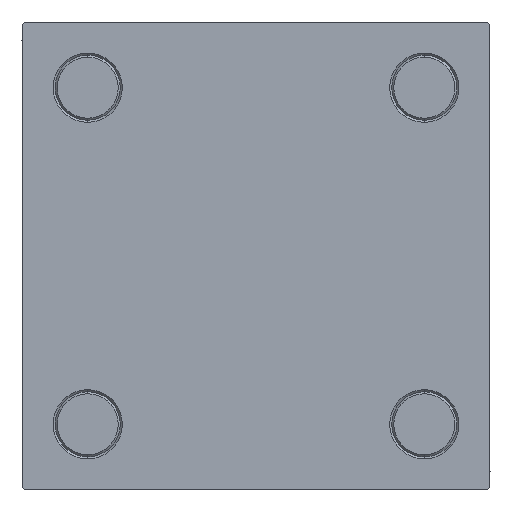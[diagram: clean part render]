
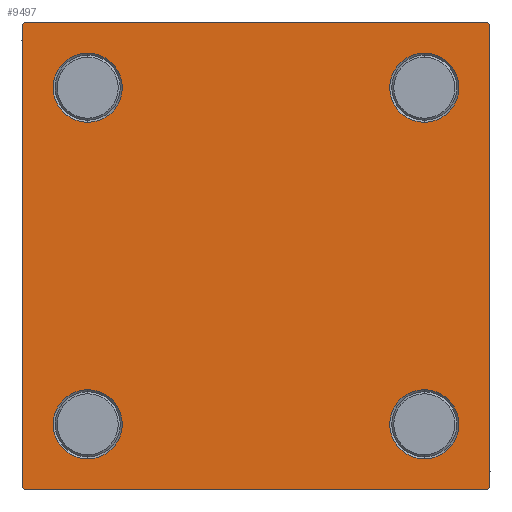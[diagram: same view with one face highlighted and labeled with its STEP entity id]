
A CAD part, left-side view. The second image highlights one B-rep face of the part: STEP entity #9497.
In plain terms, the highlighted planar face has unit normal (-1, 0, 0).
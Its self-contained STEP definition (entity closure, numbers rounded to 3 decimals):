
#141 = EDGE_CURVE ( 'NONE', #42821, #2836, #9549, .T. ) ;
#277 = DIRECTION ( 'NONE',  ( 0., 0., 1. ) ) ;
#710 = AXIS2_PLACEMENT_3D ( 'NONE', #35060, #7413, #277 ) ;
#1252 = DIRECTION ( 'NONE',  ( 0., 0., 1. ) ) ;
#1398 = ORIENTED_EDGE ( 'NONE', *, *, #35710, .T. ) ;
#1630 = EDGE_LOOP ( 'NONE', ( #3298, #39412 ) ) ;
#1760 = ORIENTED_EDGE ( 'NONE', *, *, #18513, .T. ) ;
#2119 = ORIENTED_EDGE ( 'NONE', *, *, #23493, .F. ) ;
#2836 = VERTEX_POINT ( 'NONE', #9502 ) ;
#2896 = AXIS2_PLACEMENT_3D ( 'NONE', #5312, #36545, #1252 ) ;
#2988 = VERTEX_POINT ( 'NONE', #48865 ) ;
#3127 = CARTESIAN_POINT ( 'NONE',  ( 0., 41.35, -49.85 ) ) ;
#3274 = EDGE_CURVE ( 'NONE', #30126, #25872, #32295, .T. ) ;
#3298 = ORIENTED_EDGE ( 'NONE', *, *, #46561, .T. ) ;
#3579 = EDGE_CURVE ( 'NONE', #4788, #48524, #22609, .T. ) ;
#3654 = CARTESIAN_POINT ( 'NONE',  ( 0., -41.35, 49.85 ) ) ;
#3917 = EDGE_CURVE ( 'NONE', #30508, #19321, #19362, .T. ) ;
#4060 = ORIENTED_EDGE ( 'NONE', *, *, #3917, .T. ) ;
#4185 = CARTESIAN_POINT ( 'NONE',  ( 0., 57.5, -57. ) ) ;
#4788 = VERTEX_POINT ( 'NONE', #31192 ) ;
#5312 = CARTESIAN_POINT ( 'NONE',  ( 0., -41.35, -41.35 ) ) ;
#5500 = AXIS2_PLACEMENT_3D ( 'NONE', #13444, #28924, #40623 ) ;
#5656 = FACE_BOUND ( 'NONE', #1630, .T. ) ;
#5855 = LINE ( 'NONE', #27949, #43905 ) ;
#6190 = CARTESIAN_POINT ( 'NONE',  ( 0., 57.5, 57.5 ) ) ;
#6220 = CARTESIAN_POINT ( 'NONE',  ( 0., -57.5, -57. ) ) ;
#6228 = ORIENTED_EDGE ( 'NONE', *, *, #41101, .F. ) ;
#6535 = VERTEX_POINT ( 'NONE', #21862 ) ;
#6606 = ORIENTED_EDGE ( 'NONE', *, *, #25391, .T. ) ;
#7177 = DIRECTION ( 'NONE',  ( 0., 0., -1. ) ) ;
#7413 = DIRECTION ( 'NONE',  ( 1., 0., 0. ) ) ;
#8284 = LINE ( 'NONE', #12335, #38111 ) ;
#8826 = DIRECTION ( 'NONE',  ( 0., 0., 1. ) ) ;
#9210 = FACE_BOUND ( 'NONE', #36504, .T. ) ;
#9319 = VECTOR ( 'NONE', #32849, 1000. ) ;
#9373 = CARTESIAN_POINT ( 'NONE',  ( 0., 41.35, -32.85 ) ) ;
#9485 = LINE ( 'NONE', #6190, #9319 ) ;
#9497 = ADVANCED_FACE ( 'NONE', ( #28500, #44002, #9210, #5656, #21137 ), #45764, .T. ) ;
#9502 = CARTESIAN_POINT ( 'NONE',  ( 0., 57., -57.5 ) ) ;
#9549 = LINE ( 'NONE', #44341, #20838 ) ;
#9964 = EDGE_LOOP ( 'NONE', ( #1760, #34653, #20928, #24902, #2119, #10536, #6228, #35132 ) ) ;
#10466 = DIRECTION ( 'NONE',  ( 0., 0., 1. ) ) ;
#10510 = DIRECTION ( 'NONE',  ( 0., 0., 1. ) ) ;
#10536 = ORIENTED_EDGE ( 'NONE', *, *, #14269, .T. ) ;
#10778 = EDGE_LOOP ( 'NONE', ( #6606, #4060 ) ) ;
#11204 = VERTEX_POINT ( 'NONE', #28134 ) ;
#11732 = VECTOR ( 'NONE', #14027, 1000. ) ;
#12208 = CIRCLE ( 'NONE', #29229, 8.5 ) ;
#12335 = CARTESIAN_POINT ( 'NONE',  ( 0., 57.5, -57.5 ) ) ;
#13444 = CARTESIAN_POINT ( 'NONE',  ( 0., -41.35, -41.35 ) ) ;
#13736 = AXIS2_PLACEMENT_3D ( 'NONE', #41447, #37134, #10466 ) ;
#13779 = LINE ( 'NONE', #21398, #11732 ) ;
#14027 = DIRECTION ( 'NONE',  ( 0., -0.707, 0.707 ) ) ;
#14269 = EDGE_CURVE ( 'NONE', #2988, #45573, #5855, .T. ) ;
#15757 = EDGE_LOOP ( 'NONE', ( #29804, #24288 ) ) ;
#15839 = CARTESIAN_POINT ( 'NONE',  ( 0., 57.25, 57.25 ) ) ;
#16791 = DIRECTION ( 'NONE',  ( 0., 0., 1. ) ) ;
#16874 = AXIS2_PLACEMENT_3D ( 'NONE', #49300, #37117, #22130 ) ;
#16886 = CARTESIAN_POINT ( 'NONE',  ( 0., 57., 57.5 ) ) ;
#18513 = EDGE_CURVE ( 'NONE', #11204, #42821, #9485, .T. ) ;
#18907 = AXIS2_PLACEMENT_3D ( 'NONE', #20251, #39546, #8826 ) ;
#19252 = EDGE_CURVE ( 'NONE', #6535, #40195, #23926, .T. ) ;
#19321 = VERTEX_POINT ( 'NONE', #3654 ) ;
#19362 = CIRCLE ( 'NONE', #37214, 8.5 ) ;
#19736 = VECTOR ( 'NONE', #31339, 1000. ) ;
#20251 = CARTESIAN_POINT ( 'NONE',  ( 0., 41.35, 41.35 ) ) ;
#20838 = VECTOR ( 'NONE', #32662, 1000. ) ;
#20928 = ORIENTED_EDGE ( 'NONE', *, *, #33413, .T. ) ;
#21137 = FACE_OUTER_BOUND ( 'NONE', #9964, .T. ) ;
#21398 = CARTESIAN_POINT ( 'NONE',  ( 0., -57.25, -57.25 ) ) ;
#21577 = CARTESIAN_POINT ( 'NONE',  ( 0., 57.5, 57.5 ) ) ;
#21693 = CARTESIAN_POINT ( 'NONE',  ( 0., -41.35, 41.35 ) ) ;
#21862 = CARTESIAN_POINT ( 'NONE',  ( 0., -41.35, -32.85 ) ) ;
#22130 = DIRECTION ( 'NONE',  ( 0., 0., 1. ) ) ;
#22151 = CARTESIAN_POINT ( 'NONE',  ( 0., -57.5, 57.5 ) ) ;
#22609 = CIRCLE ( 'NONE', #710, 8.5 ) ;
#22725 = EDGE_CURVE ( 'NONE', #40195, #6535, #27377, .T. ) ;
#23493 = EDGE_CURVE ( 'NONE', #2988, #36133, #29762, .T. ) ;
#23512 = AXIS2_PLACEMENT_3D ( 'NONE', #29295, #44790, #10510 ) ;
#23926 = CIRCLE ( 'NONE', #2896, 8.5 ) ;
#23993 = DIRECTION ( 'NONE',  ( 0., -1., 0. ) ) ;
#24288 = ORIENTED_EDGE ( 'NONE', *, *, #22725, .T. ) ;
#24460 = LINE ( 'NONE', #15839, #19736 ) ;
#24685 = VERTEX_POINT ( 'NONE', #16886 ) ;
#24902 = ORIENTED_EDGE ( 'NONE', *, *, #49480, .T. ) ;
#25391 = EDGE_CURVE ( 'NONE', #19321, #30508, #46243, .T. ) ;
#25872 = VERTEX_POINT ( 'NONE', #9373 ) ;
#27377 = CIRCLE ( 'NONE', #5500, 8.5 ) ;
#27949 = CARTESIAN_POINT ( 'NONE',  ( 0., -57.25, 57.25 ) ) ;
#28134 = CARTESIAN_POINT ( 'NONE',  ( 0., 57.5, 57. ) ) ;
#28500 = FACE_BOUND ( 'NONE', #10778, .T. ) ;
#28732 = CARTESIAN_POINT ( 'NONE',  ( 0., 41.35, -41.35 ) ) ;
#28924 = DIRECTION ( 'NONE',  ( 1., 0., 0. ) ) ;
#29229 = AXIS2_PLACEMENT_3D ( 'NONE', #28732, #32049, #16791 ) ;
#29295 = CARTESIAN_POINT ( 'NONE',  ( 0., -41.35, 41.35 ) ) ;
#29762 = LINE ( 'NONE', #22151, #35536 ) ;
#29804 = ORIENTED_EDGE ( 'NONE', *, *, #19252, .T. ) ;
#30126 = VERTEX_POINT ( 'NONE', #3127 ) ;
#30508 = VERTEX_POINT ( 'NONE', #47170 ) ;
#31192 = CARTESIAN_POINT ( 'NONE',  ( 0., 41.35, 32.85 ) ) ;
#31339 = DIRECTION ( 'NONE',  ( 0., 0.707, -0.707 ) ) ;
#32049 = DIRECTION ( 'NONE',  ( 1., 0., 0. ) ) ;
#32295 = CIRCLE ( 'NONE', #16874, 8.5 ) ;
#32607 = VECTOR ( 'NONE', #49013, 1000. ) ;
#32662 = DIRECTION ( 'NONE',  ( 0., -0.707, -0.707 ) ) ;
#32849 = DIRECTION ( 'NONE',  ( 0., 0., -1. ) ) ;
#33341 = CARTESIAN_POINT ( 'NONE',  ( 0., 41.35, 49.85 ) ) ;
#33413 = EDGE_CURVE ( 'NONE', #2836, #46763, #8284, .T. ) ;
#33768 = LINE ( 'NONE', #21577, #32607 ) ;
#34653 = ORIENTED_EDGE ( 'NONE', *, *, #141, .T. ) ;
#35060 = CARTESIAN_POINT ( 'NONE',  ( 0., 41.35, 41.35 ) ) ;
#35132 = ORIENTED_EDGE ( 'NONE', *, *, #42937, .T. ) ;
#35536 = VECTOR ( 'NONE', #7177, 1000. ) ;
#35710 = EDGE_CURVE ( 'NONE', #25872, #30126, #12208, .T. ) ;
#36133 = VERTEX_POINT ( 'NONE', #6220 ) ;
#36504 = EDGE_LOOP ( 'NONE', ( #1398, #37323 ) ) ;
#36545 = DIRECTION ( 'NONE',  ( 1., 0., 0. ) ) ;
#37117 = DIRECTION ( 'NONE',  ( 1., 0., 0. ) ) ;
#37134 = DIRECTION ( 'NONE',  ( -1., 0., 0. ) ) ;
#37214 = AXIS2_PLACEMENT_3D ( 'NONE', #21693, #39989, #48361 ) ;
#37323 = ORIENTED_EDGE ( 'NONE', *, *, #3274, .T. ) ;
#37518 = CARTESIAN_POINT ( 'NONE',  ( 0., -57., -57.5 ) ) ;
#37556 = CIRCLE ( 'NONE', #18907, 8.5 ) ;
#38111 = VECTOR ( 'NONE', #23993, 1000. ) ;
#39412 = ORIENTED_EDGE ( 'NONE', *, *, #3579, .T. ) ;
#39546 = DIRECTION ( 'NONE',  ( 1., 0., 0. ) ) ;
#39631 = DIRECTION ( 'NONE',  ( 0., 0.707, 0.707 ) ) ;
#39989 = DIRECTION ( 'NONE',  ( 1., 0., 0. ) ) ;
#40195 = VERTEX_POINT ( 'NONE', #45607 ) ;
#40623 = DIRECTION ( 'NONE',  ( 0., 0., 1. ) ) ;
#41101 = EDGE_CURVE ( 'NONE', #24685, #45573, #33768, .T. ) ;
#41447 = CARTESIAN_POINT ( 'NONE',  ( 0., 0., 0. ) ) ;
#42821 = VERTEX_POINT ( 'NONE', #4185 ) ;
#42937 = EDGE_CURVE ( 'NONE', #24685, #11204, #24460, .T. ) ;
#43905 = VECTOR ( 'NONE', #39631, 1000. ) ;
#44002 = FACE_BOUND ( 'NONE', #15757, .T. ) ;
#44341 = CARTESIAN_POINT ( 'NONE',  ( 0., 57.25, -57.25 ) ) ;
#44790 = DIRECTION ( 'NONE',  ( 1., 0., 0. ) ) ;
#45573 = VERTEX_POINT ( 'NONE', #48358 ) ;
#45607 = CARTESIAN_POINT ( 'NONE',  ( 0., -41.35, -49.85 ) ) ;
#45764 = PLANE ( 'NONE',  #13736 ) ;
#46243 = CIRCLE ( 'NONE', #23512, 8.5 ) ;
#46561 = EDGE_CURVE ( 'NONE', #48524, #4788, #37556, .T. ) ;
#46763 = VERTEX_POINT ( 'NONE', #37518 ) ;
#47170 = CARTESIAN_POINT ( 'NONE',  ( 0., -41.35, 32.85 ) ) ;
#48358 = CARTESIAN_POINT ( 'NONE',  ( 0., -57., 57.5 ) ) ;
#48361 = DIRECTION ( 'NONE',  ( 0., 0., 1. ) ) ;
#48524 = VERTEX_POINT ( 'NONE', #33341 ) ;
#48865 = CARTESIAN_POINT ( 'NONE',  ( 0., -57.5, 57. ) ) ;
#49013 = DIRECTION ( 'NONE',  ( 0., -1., 0. ) ) ;
#49300 = CARTESIAN_POINT ( 'NONE',  ( 0., 41.35, -41.35 ) ) ;
#49480 = EDGE_CURVE ( 'NONE', #46763, #36133, #13779, .T. ) ;
